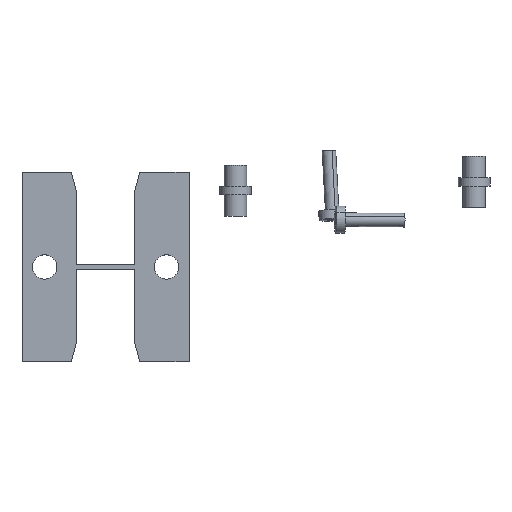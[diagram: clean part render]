
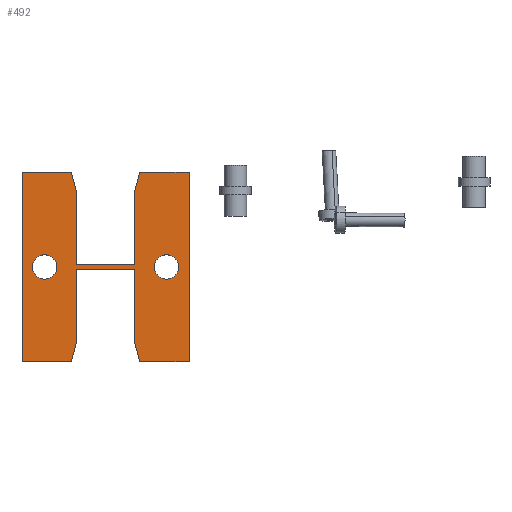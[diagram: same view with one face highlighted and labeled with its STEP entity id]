
A CAD part, top view. The second image highlights one B-rep face of the part: STEP entity #492.
In plain terms, the highlighted planar face has unit normal (0, 0, 1).
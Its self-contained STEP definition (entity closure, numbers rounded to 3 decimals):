
#127=CARTESIAN_POINT('',(5.,21.,4.4));
#128=DIRECTION('',(0.,0.,-1.));
#129=DIRECTION('',(1.,0.,0.));
#130=AXIS2_PLACEMENT_3D('',#127,#128,#129);
#132=CARTESIAN_POINT('',(5.,21.,4.4));
#133=DIRECTION('',(0.,0.,-1.));
#134=DIRECTION('',(-1.,0.,0.));
#135=AXIS2_PLACEMENT_3D('',#132,#133,#134);
#137=CARTESIAN_POINT('',(32.,21.,4.4));
#138=DIRECTION('',(0.,0.,-1.));
#139=DIRECTION('',(1.,0.,0.));
#140=AXIS2_PLACEMENT_3D('',#137,#138,#139);
#142=CARTESIAN_POINT('',(32.,21.,4.4));
#143=DIRECTION('',(0.,0.,-1.));
#144=DIRECTION('',(-1.,0.,0.));
#145=AXIS2_PLACEMENT_3D('',#142,#143,#144);
#147=DIRECTION('',(0.259,-0.966,0.));
#148=VECTOR('',#147,4.141);
#149=CARTESIAN_POINT('',(10.928,42.,4.4));
#150=LINE('',#149,#148);
#151=DIRECTION('',(0.,1.,0.));
#152=VECTOR('',#151,16.4);
#153=CARTESIAN_POINT('',(12.,21.6,4.4));
#154=LINE('',#153,#152);
#155=DIRECTION('',(-1.,0.,0.));
#156=VECTOR('',#155,13.);
#157=CARTESIAN_POINT('',(25.,21.6,4.4));
#158=LINE('',#157,#156);
#159=DIRECTION('',(0.,-1.,0.));
#160=VECTOR('',#159,16.4);
#161=CARTESIAN_POINT('',(25.,38.,4.4));
#162=LINE('',#161,#160);
#163=DIRECTION('',(0.259,0.966,0.));
#164=VECTOR('',#163,4.141);
#165=CARTESIAN_POINT('',(25.,38.,4.4));
#166=LINE('',#165,#164);
#167=DIRECTION('',(-1.,0.,0.));
#168=VECTOR('',#167,10.928);
#169=CARTESIAN_POINT('',(37.,42.,4.4));
#170=LINE('',#169,#168);
#171=DIRECTION('',(0.,1.,0.));
#172=VECTOR('',#171,42.);
#173=CARTESIAN_POINT('',(37.,0.,4.4));
#174=LINE('',#173,#172);
#175=DIRECTION('',(1.,0.,0.));
#176=VECTOR('',#175,10.928);
#177=CARTESIAN_POINT('',(26.072,0.,4.4));
#178=LINE('',#177,#176);
#179=DIRECTION('',(-0.259,0.966,0.));
#180=VECTOR('',#179,4.141);
#181=CARTESIAN_POINT('',(26.072,0.,4.4));
#182=LINE('',#181,#180);
#183=DIRECTION('',(0.,-1.,0.));
#184=VECTOR('',#183,16.4);
#185=CARTESIAN_POINT('',(25.,20.4,4.4));
#186=LINE('',#185,#184);
#187=DIRECTION('',(1.,0.,0.));
#188=VECTOR('',#187,13.);
#189=CARTESIAN_POINT('',(12.,20.4,4.4));
#190=LINE('',#189,#188);
#191=DIRECTION('',(0.,1.,0.));
#192=VECTOR('',#191,16.4);
#193=CARTESIAN_POINT('',(12.,4.,4.4));
#194=LINE('',#193,#192);
#195=DIRECTION('',(-0.259,-0.966,0.));
#196=VECTOR('',#195,4.141);
#197=CARTESIAN_POINT('',(12.,4.,4.4));
#198=LINE('',#197,#196);
#199=DIRECTION('',(1.,0.,0.));
#200=VECTOR('',#199,10.928);
#201=CARTESIAN_POINT('',(0.,0.,4.4));
#202=LINE('',#201,#200);
#203=DIRECTION('',(0.,-1.,0.));
#204=VECTOR('',#203,42.);
#205=CARTESIAN_POINT('',(0.,42.,4.4));
#206=LINE('',#205,#204);
#207=DIRECTION('',(-1.,0.,0.));
#208=VECTOR('',#207,10.928);
#209=CARTESIAN_POINT('',(10.928,42.,4.4));
#210=LINE('',#209,#208);
#287=CARTESIAN_POINT('',(0.,42.,4.4));
#288=CARTESIAN_POINT('',(0.,0.,4.4));
#289=VERTEX_POINT('',#287);
#290=VERTEX_POINT('',#288);
#295=CARTESIAN_POINT('',(37.,0.,4.4));
#296=CARTESIAN_POINT('',(37.,42.,4.4));
#297=VERTEX_POINT('',#295);
#298=VERTEX_POINT('',#296);
#315=CARTESIAN_POINT('',(7.7,21.,4.4));
#316=CARTESIAN_POINT('',(2.3,21.,4.4));
#317=VERTEX_POINT('',#315);
#318=VERTEX_POINT('',#316);
#319=CARTESIAN_POINT('',(34.7,21.,4.4));
#320=CARTESIAN_POINT('',(29.3,21.,4.4));
#321=VERTEX_POINT('',#319);
#322=VERTEX_POINT('',#320);
#323=CARTESIAN_POINT('',(12.,20.4,4.4));
#324=CARTESIAN_POINT('',(25.,20.4,4.4));
#325=VERTEX_POINT('',#323);
#326=VERTEX_POINT('',#324);
#327=CARTESIAN_POINT('',(25.,21.6,4.4));
#328=CARTESIAN_POINT('',(12.,21.6,4.4));
#329=VERTEX_POINT('',#327);
#330=VERTEX_POINT('',#328);
#347=CARTESIAN_POINT('',(10.928,42.,4.4));
#348=CARTESIAN_POINT('',(12.,38.,4.4));
#349=VERTEX_POINT('',#347);
#350=VERTEX_POINT('',#348);
#351=CARTESIAN_POINT('',(12.,4.,4.4));
#352=CARTESIAN_POINT('',(10.928,0.,4.4));
#353=VERTEX_POINT('',#351);
#354=VERTEX_POINT('',#352);
#355=CARTESIAN_POINT('',(25.,38.,4.4));
#356=CARTESIAN_POINT('',(26.072,42.,4.4));
#357=VERTEX_POINT('',#355);
#358=VERTEX_POINT('',#356);
#359=CARTESIAN_POINT('',(26.072,0.,4.4));
#360=CARTESIAN_POINT('',(25.,4.,4.4));
#361=VERTEX_POINT('',#359);
#362=VERTEX_POINT('',#360);
#443=CARTESIAN_POINT('',(0.,0.,4.4));
#444=DIRECTION('',(0.,0.,1.));
#445=DIRECTION('',(1.,0.,0.));
#446=AXIS2_PLACEMENT_3D('',#443,#444,#445);
#447=PLANE('',#446);
#449=ORIENTED_EDGE('',*,*,#448,.T.);
#451=ORIENTED_EDGE('',*,*,#450,.F.);
#453=ORIENTED_EDGE('',*,*,#452,.F.);
#455=ORIENTED_EDGE('',*,*,#454,.F.);
#457=ORIENTED_EDGE('',*,*,#456,.T.);
#459=ORIENTED_EDGE('',*,*,#458,.F.);
#461=ORIENTED_EDGE('',*,*,#460,.F.);
#463=ORIENTED_EDGE('',*,*,#462,.F.);
#465=ORIENTED_EDGE('',*,*,#464,.T.);
#467=ORIENTED_EDGE('',*,*,#466,.F.);
#469=ORIENTED_EDGE('',*,*,#468,.F.);
#471=ORIENTED_EDGE('',*,*,#470,.F.);
#473=ORIENTED_EDGE('',*,*,#472,.T.);
#475=ORIENTED_EDGE('',*,*,#474,.F.);
#477=ORIENTED_EDGE('',*,*,#476,.F.);
#479=ORIENTED_EDGE('',*,*,#478,.F.);
#480=EDGE_LOOP('',(#449,#451,#453,#455,#457,#459,#461,#463,#465,#467,#469,#471,
#473,#475,#477,#479));
#481=FACE_OUTER_BOUND('',#480,.F.);
#483=ORIENTED_EDGE('',*,*,#482,.F.);
#485=ORIENTED_EDGE('',*,*,#484,.F.);
#486=EDGE_LOOP('',(#483,#485));
#487=FACE_BOUND('',#486,.F.);
#488=ORIENTED_EDGE('',*,*,#423,.F.);
#489=ORIENTED_EDGE('',*,*,#437,.F.);
#490=EDGE_LOOP('',(#488,#489));
#491=FACE_BOUND('',#490,.F.);
#131=CIRCLE('',#130,2.7);
#136=CIRCLE('',#135,2.7);
#141=CIRCLE('',#140,2.7);
#146=CIRCLE('',#145,2.7);
#423=EDGE_CURVE('',#317,#318,#131,.T.);
#437=EDGE_CURVE('',#318,#317,#136,.T.);
#448=EDGE_CURVE('',#349,#350,#150,.T.);
#450=EDGE_CURVE('',#330,#350,#154,.T.);
#452=EDGE_CURVE('',#329,#330,#158,.T.);
#454=EDGE_CURVE('',#357,#329,#162,.T.);
#456=EDGE_CURVE('',#357,#358,#166,.T.);
#458=EDGE_CURVE('',#298,#358,#170,.T.);
#460=EDGE_CURVE('',#297,#298,#174,.T.);
#462=EDGE_CURVE('',#361,#297,#178,.T.);
#464=EDGE_CURVE('',#361,#362,#182,.T.);
#466=EDGE_CURVE('',#326,#362,#186,.T.);
#468=EDGE_CURVE('',#325,#326,#190,.T.);
#470=EDGE_CURVE('',#353,#325,#194,.T.);
#472=EDGE_CURVE('',#353,#354,#198,.T.);
#474=EDGE_CURVE('',#290,#354,#202,.T.);
#476=EDGE_CURVE('',#289,#290,#206,.T.);
#478=EDGE_CURVE('',#349,#289,#210,.T.);
#482=EDGE_CURVE('',#321,#322,#141,.T.);
#484=EDGE_CURVE('',#322,#321,#146,.T.);
#492=ADVANCED_FACE('',(#481,#487,#491),#447,.T.);
